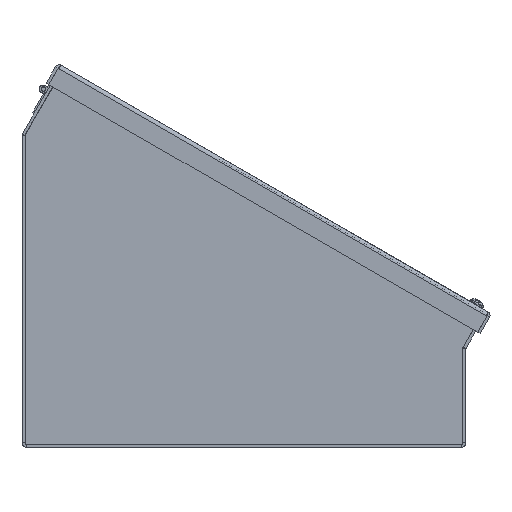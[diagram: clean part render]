
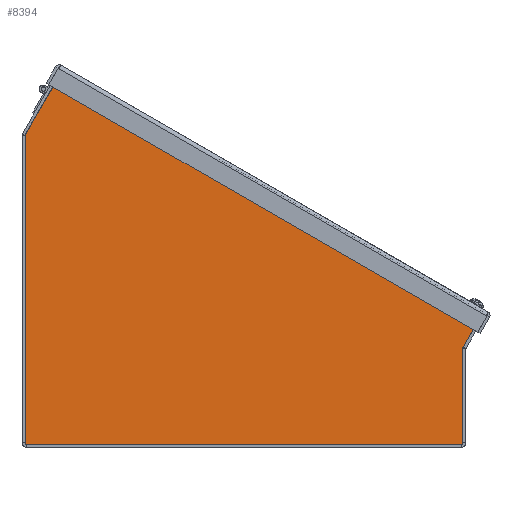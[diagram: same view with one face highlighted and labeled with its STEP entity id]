
A CAD part, front view. The second image highlights one B-rep face of the part: STEP entity #8394.
In plain terms, the highlighted face is planar.
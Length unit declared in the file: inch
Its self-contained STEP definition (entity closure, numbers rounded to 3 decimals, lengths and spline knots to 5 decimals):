
#296=PLANE($,#8911);
#701=LINE($,#12647,#1469);
#704=LINE($,#12653,#1472);
#707=LINE($,#12661,#1475);
#710=LINE($,#12665,#1478);
#722=LINE($,#12690,#1490);
#724=LINE($,#12694,#1492);
#726=LINE($,#12697,#1494);
#727=LINE($,#12700,#1495);
#728=LINE($,#12702,#1496);
#729=LINE($,#12704,#1497);
#730=LINE($,#12706,#1498);
#731=LINE($,#12708,#1499);
#732=LINE($,#12710,#1500);
#733=LINE($,#12711,#1501);
#1469=VECTOR($,#10066,10.65625);
#1472=VECTOR($,#10071,0.0002);
#1475=VECTOR($,#10076,0.03145);
#1478=VECTOR($,#10081,0.0002);
#1490=VECTOR($,#10097,0.03145);
#1492=VECTOR($,#10101,0.0002);
#1494=VECTOR($,#10105,0.0002);
#1495=VECTOR($,#10108,0.63792);
#1496=VECTOR($,#10109,1.65617);
#1497=VECTOR($,#10110,7.59463);
#1498=VECTOR($,#10111,10.75825);
#1499=VECTOR($,#10112,2.3635);
#1500=VECTOR($,#10113,0.80734);
#1501=VECTOR($,#10114,0.63792);
#2386=FACE_OUTER_BOUND($,#2812,.T.);
#2812=EDGE_LOOP($,(#6050,#6051,#6052,#6053,#6054,#6055,#6056,#6057,#6058,
#6059,#6060,#6061,#6062,#6063));
#3733=VERTEX_POINT($,#12632);
#3734=VERTEX_POINT($,#12636);
#3737=VERTEX_POINT($,#12651);
#3740=VERTEX_POINT($,#12658);
#3741=VERTEX_POINT($,#12660);
#3751=VERTEX_POINT($,#12687);
#3752=VERTEX_POINT($,#12689);
#3753=VERTEX_POINT($,#12693);
#3754=VERTEX_POINT($,#12699);
#3755=VERTEX_POINT($,#12701);
#3756=VERTEX_POINT($,#12703);
#3757=VERTEX_POINT($,#12705);
#3758=VERTEX_POINT($,#12707);
#3759=VERTEX_POINT($,#12709);
#4613=EDGE_CURVE($,#3733,#3734,#701,.T.);
#4616=EDGE_CURVE($,#3734,#3737,#704,.T.);
#4619=EDGE_CURVE($,#3741,#3740,#707,.T.);
#4622=EDGE_CURVE($,#3737,#3741,#710,.T.);
#4634=EDGE_CURVE($,#3752,#3751,#722,.T.);
#4636=EDGE_CURVE($,#3753,#3733,#724,.T.);
#4638=EDGE_CURVE($,#3751,#3753,#726,.T.);
#4639=EDGE_CURVE($,#3754,#3740,#727,.T.);
#4640=EDGE_CURVE($,#3755,#3754,#728,.T.);
#4641=EDGE_CURVE($,#3756,#3755,#729,.T.);
#4642=EDGE_CURVE($,#3757,#3756,#730,.T.);
#4643=EDGE_CURVE($,#3758,#3757,#731,.T.);
#4644=EDGE_CURVE($,#3759,#3758,#732,.T.);
#4645=EDGE_CURVE($,#3752,#3759,#733,.T.);
#6050=ORIENTED_EDGE($,*,*,#4619,.T.);
#6051=ORIENTED_EDGE($,*,*,#4639,.F.);
#6052=ORIENTED_EDGE($,*,*,#4640,.F.);
#6053=ORIENTED_EDGE($,*,*,#4641,.F.);
#6054=ORIENTED_EDGE($,*,*,#4642,.F.);
#6055=ORIENTED_EDGE($,*,*,#4643,.F.);
#6056=ORIENTED_EDGE($,*,*,#4644,.F.);
#6057=ORIENTED_EDGE($,*,*,#4645,.F.);
#6058=ORIENTED_EDGE($,*,*,#4634,.T.);
#6059=ORIENTED_EDGE($,*,*,#4638,.T.);
#6060=ORIENTED_EDGE($,*,*,#4636,.T.);
#6061=ORIENTED_EDGE($,*,*,#4613,.T.);
#6062=ORIENTED_EDGE($,*,*,#4616,.T.);
#6063=ORIENTED_EDGE($,*,*,#4622,.T.);
#8394=ADVANCED_FACE($,(#2386),#296,.T.);
#8911=AXIS2_PLACEMENT_3D($,#12698,#10106,#10107);
#10066=DIRECTION($,(-0.866,0.5,0.));
#10071=DIRECTION($,(-0.5,-0.866,0.));
#10076=DIRECTION($,(0.5,0.866,0.));
#10081=DIRECTION($,(-0.866,0.5,0.));
#10097=DIRECTION($,(-0.5,-0.866,0.));
#10101=DIRECTION($,(0.5,0.866,0.));
#10105=DIRECTION($,(-0.866,0.5,0.));
#10106=DIRECTION('center_axis',(0.,0.,1.));
#10107=DIRECTION('ref_axis',(1.,0.,0.));
#10108=DIRECTION($,(0.866,-0.5,0.));
#10109=DIRECTION($,(0.5,0.866,0.));
#10110=DIRECTION($,(0.,1.,0.));
#10111=DIRECTION($,(-1.,0.,0.));
#10112=DIRECTION($,(0.,-1.,0.));
#10113=DIRECTION($,(-0.5,-0.866,0.));
#10114=DIRECTION($,(0.866,-0.5,0.));
#12632=CARTESIAN_POINT('',(10.59367,3.35467,0.074));
#12636=CARTESIAN_POINT('',(1.36509,8.6828,0.074));
#12647=CARTESIAN_POINT($,(3.75023,7.30573,0.074));
#12651=CARTESIAN_POINT('',(1.36499,8.68262,0.074));
#12653=CARTESIAN_POINT($,(0.63793,7.42332,0.074));
#12658=CARTESIAN_POINT('',(1.38054,8.70996,0.074));
#12660=CARTESIAN_POINT('',(1.36481,8.68272,0.074));
#12661=CARTESIAN_POINT($,(0.64562,7.43704,0.074));
#12665=CARTESIAN_POINT($,(3.75004,7.30561,0.074));
#12687=CARTESIAN_POINT('',(10.59374,3.3544,0.074));
#12689=CARTESIAN_POINT('',(10.60947,3.38163,0.074));
#12690=CARTESIAN_POINT($,(9.86669,2.0951,0.074));
#12693=CARTESIAN_POINT('',(10.59357,3.3545,0.074));
#12694=CARTESIAN_POINT($,(9.87438,2.10882,0.074));
#12697=CARTESIAN_POINT($,(8.36442,4.6415,0.074));
#12698=CARTESIAN_POINT('Origin',(4.68116,3.4099,0.074));
#12699=CARTESIAN_POINT('',(0.82809,9.02892,0.074));
#12700=CARTESIAN_POINT($,(11.16192,3.06268,0.074));
#12701=CARTESIAN_POINT('',(0.,7.59463,0.074));
#12702=CARTESIAN_POINT($,(0.82809,9.02892,0.074));
#12703=CARTESIAN_POINT('',(0.,0.,0.074));
#12704=CARTESIAN_POINT($,(0.,7.59463,0.074));
#12705=CARTESIAN_POINT('',(10.75825,0.,0.074));
#12706=CARTESIAN_POINT($,(0.,0.,0.074));
#12707=CARTESIAN_POINT('',(10.75825,2.3635,0.074));
#12708=CARTESIAN_POINT($,(10.75825,0.,0.074));
#12709=CARTESIAN_POINT('',(11.16192,3.06268,0.074));
#12710=CARTESIAN_POINT($,(10.75825,2.3635,0.074));
#12711=CARTESIAN_POINT($,(11.16192,3.06268,0.074));
